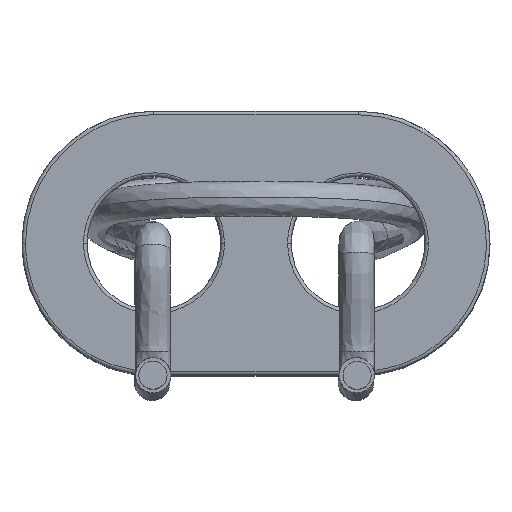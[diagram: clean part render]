
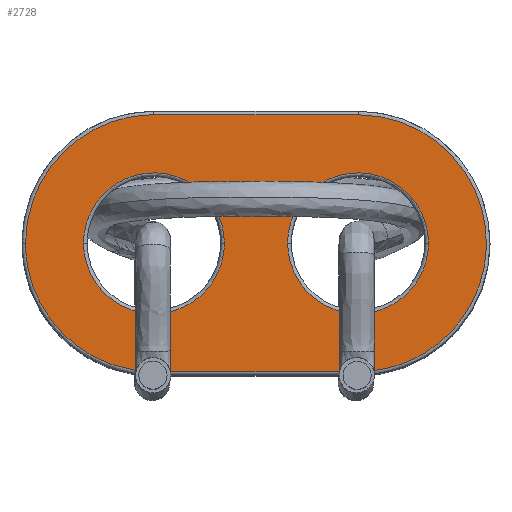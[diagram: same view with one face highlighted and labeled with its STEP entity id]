
A CAD part, top view. The second image highlights one B-rep face of the part: STEP entity #2728.
In plain terms, the highlighted planar face has unit normal (0, 0, 1).
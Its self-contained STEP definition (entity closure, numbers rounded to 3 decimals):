
#8 = CARTESIAN_POINT ( 'NONE',  ( -0.9, 0., 14. ) ) ;
#126 = EDGE_CURVE ( 'NONE', #3085, #4212, #3316, .T. ) ;
#212 = CARTESIAN_POINT ( 'NONE',  ( 0.9, -4., 14. ) ) ;
#295 = CARTESIAN_POINT ( 'NONE',  ( -6.55, 0., 14. ) ) ;
#321 =( BOUNDED_CURVE ( )  B_SPLINE_CURVE ( 3, ( #450, #3627, #2011, #1759 ),
 .UNSPECIFIED., .F., .T. ) 
 B_SPLINE_CURVE_WITH_KNOTS ( ( 4, 4 ),
 ( 0., 1. ),
 .UNSPECIFIED. ) 
 CURVE ( )  GEOMETRIC_REPRESENTATION_ITEM ( )  RATIONAL_B_SPLINE_CURVE ( ( 1., 0.333, 0.333, 1. ) ) 
 REPRESENTATION_ITEM ( '' )  );
#352 = CARTESIAN_POINT ( 'NONE',  ( -0.9, -4., 14. ) ) ;
#420 = VECTOR ( 'NONE', #468, 1000. ) ;
#450 = CARTESIAN_POINT ( 'NONE',  ( 4.9, 0., 14. ) ) ;
#468 = DIRECTION ( 'NONE',  ( -1., 0., 0. ) ) ;
#512 = LINE ( 'NONE', #3800, #420 ) ;
#553 = CARTESIAN_POINT ( 'NONE',  ( 2.9, -3.65, 14. ) ) ;
#635 = CARTESIAN_POINT ( 'NONE',  ( -5.038, 3.65, 14. ) ) ;
#726 = EDGE_CURVE ( 'NONE', #3950, #2643, #3030, .T. ) ;
#806 = CARTESIAN_POINT ( 'NONE',  ( -2.9, -3.65, 14. ) ) ;
#828 = CARTESIAN_POINT ( 'NONE',  ( -6.55, -2.138, 14. ) ) ;
#882 =( BOUNDED_CURVE ( )  B_SPLINE_CURVE ( 3, ( #1090, #2636, #352, #8 ),
 .UNSPECIFIED., .F., .T. ) 
 B_SPLINE_CURVE_WITH_KNOTS ( ( 4, 4 ),
 ( 0., 1. ),
 .UNSPECIFIED. ) 
 CURVE ( )  GEOMETRIC_REPRESENTATION_ITEM ( )  RATIONAL_B_SPLINE_CURVE ( ( 1., 0.333, 0.333, 1. ) ) 
 REPRESENTATION_ITEM ( '' )  );
#1007 = EDGE_LOOP ( 'NONE', ( #2575, #1711, #1810, #3028, #3803 ) ) ;
#1090 = CARTESIAN_POINT ( 'NONE',  ( -4.9, 0., 14. ) ) ;
#1092 = CARTESIAN_POINT ( 'NONE',  ( -6.55, 0., 14. ) ) ;
#1143 = CARTESIAN_POINT ( 'NONE',  ( 2.9, -3.65, 14. ) ) ;
#1169 = CARTESIAN_POINT ( 'NONE',  ( -2.9, -3.65, 14. ) ) ;
#1189 = CARTESIAN_POINT ( 'NONE',  ( -4.9, 4., 14. ) ) ;
#1461 = CARTESIAN_POINT ( 'NONE',  ( 2.9, 3.65, 14. ) ) ;
#1487 = CARTESIAN_POINT ( 'NONE',  ( 10.2, 3.65, 14. ) ) ;
#1501 = VERTEX_POINT ( 'NONE', #3923 ) ;
#1505 = EDGE_LOOP ( 'NONE', ( #4232, #2082 ) ) ;
#1509 =( BOUNDED_CURVE ( )  B_SPLINE_CURVE ( 3, ( #295, #3981, #635, #2645 ),
 .UNSPECIFIED., .F., .T. ) 
 B_SPLINE_CURVE_WITH_KNOTS ( ( 4, 4 ),
 ( 0., 1. ),
 .UNSPECIFIED. ) 
 CURVE ( )  GEOMETRIC_REPRESENTATION_ITEM ( )  RATIONAL_B_SPLINE_CURVE ( ( 1., 0.805, 0.805, 1. ) ) 
 REPRESENTATION_ITEM ( '' )  );
#1530 = CARTESIAN_POINT ( 'NONE',  ( -0.9, 0., 14. ) ) ;
#1585 = CARTESIAN_POINT ( 'NONE',  ( -5.038, -3.65, 14. ) ) ;
#1711 = ORIENTED_EDGE ( 'NONE', *, *, #3755, .F. ) ;
#1759 = CARTESIAN_POINT ( 'NONE',  ( 0.9, 0., 14. ) ) ;
#1796 = CARTESIAN_POINT ( 'NONE',  ( 4.9, 0., 14. ) ) ;
#1810 = ORIENTED_EDGE ( 'NONE', *, *, #3464, .F. ) ;
#1830 = CARTESIAN_POINT ( 'NONE',  ( 0.9, 0., 14. ) ) ;
#1856 = CARTESIAN_POINT ( 'NONE',  ( -0.9, 0., 14. ) ) ;
#1886 = VERTEX_POINT ( 'NONE', #1530 ) ;
#2011 = CARTESIAN_POINT ( 'NONE',  ( 0.9, 4., 14. ) ) ;
#2082 = ORIENTED_EDGE ( 'NONE', *, *, #3622, .F. ) ;
#2182 = DIRECTION ( 'NONE',  ( 0., 0., -1. ) ) ;
#2192 = CARTESIAN_POINT ( 'NONE',  ( -0.9, 4., 14. ) ) ;
#2220 = EDGE_CURVE ( 'NONE', #1886, #1501, #3586, .T. ) ;
#2236 = ORIENTED_EDGE ( 'NONE', *, *, #2220, .F. ) ;
#2242 = EDGE_LOOP ( 'NONE', ( #2493, #2236 ) ) ;
#2412 = CARTESIAN_POINT ( 'NONE',  ( 2.9, 3.65, 14. ) ) ;
#2459 = DIRECTION ( 'NONE',  ( 1., 0., 0. ) ) ;
#2493 = ORIENTED_EDGE ( 'NONE', *, *, #3933, .F. ) ;
#2496 = EDGE_CURVE ( 'NONE', #4212, #3950, #1509, .T. ) ;
#2504 =( BOUNDED_CURVE ( )  B_SPLINE_CURVE ( 3, ( #3501, #1487, #3849, #1143 ),
 .UNSPECIFIED., .F., .T. ) 
 B_SPLINE_CURVE_WITH_KNOTS ( ( 4, 4 ),
 ( 0., 1. ),
 .UNSPECIFIED. ) 
 CURVE ( )  GEOMETRIC_REPRESENTATION_ITEM ( )  RATIONAL_B_SPLINE_CURVE ( ( 1., 0.333, 0.333, 1. ) ) 
 REPRESENTATION_ITEM ( '' )  );
#2515 = CARTESIAN_POINT ( 'NONE',  ( 2.9, 0., 14. ) ) ;
#2552 = FACE_OUTER_BOUND ( 'NONE', #1007, .T. ) ;
#2575 = ORIENTED_EDGE ( 'NONE', *, *, #126, .F. ) ;
#2636 = CARTESIAN_POINT ( 'NONE',  ( -4.9, -4., 14. ) ) ;
#2643 = VERTEX_POINT ( 'NONE', #2412 ) ;
#2645 = CARTESIAN_POINT ( 'NONE',  ( -2.9, 3.65, 14. ) ) ;
#2699 = EDGE_CURVE ( 'NONE', #3713, #3234, #2802, .T. ) ;
#2704 = VECTOR ( 'NONE', #2459, 1000. ) ;
#2728 = ADVANCED_FACE ( 'NONE', ( #4193, #2552, #3825 ), #3131, .F. ) ;
#2738 = VERTEX_POINT ( 'NONE', #553 ) ;
#2802 =( BOUNDED_CURVE ( )  B_SPLINE_CURVE ( 3, ( #1830, #212, #2839, #3865 ),
 .UNSPECIFIED., .F., .T. ) 
 B_SPLINE_CURVE_WITH_KNOTS ( ( 4, 4 ),
 ( 0., 1. ),
 .UNSPECIFIED. ) 
 CURVE ( )  GEOMETRIC_REPRESENTATION_ITEM ( )  RATIONAL_B_SPLINE_CURVE ( ( 1., 0.333, 0.333, 1. ) ) 
 REPRESENTATION_ITEM ( '' )  );
#2839 = CARTESIAN_POINT ( 'NONE',  ( 4.9, -4., 14. ) ) ;
#3028 = ORIENTED_EDGE ( 'NONE', *, *, #726, .F. ) ;
#3030 = LINE ( 'NONE', #1461, #2704 ) ;
#3085 = VERTEX_POINT ( 'NONE', #1169 ) ;
#3131 = PLANE ( 'NONE',  #3645 ) ;
#3234 = VERTEX_POINT ( 'NONE', #1796 ) ;
#3239 = CARTESIAN_POINT ( 'NONE',  ( -6.55, 0., 14. ) ) ;
#3316 =( BOUNDED_CURVE ( )  B_SPLINE_CURVE ( 3, ( #806, #1585, #828, #3239 ),
 .UNSPECIFIED., .F., .T. ) 
 B_SPLINE_CURVE_WITH_KNOTS ( ( 4, 4 ),
 ( 0., 1. ),
 .UNSPECIFIED. ) 
 CURVE ( )  GEOMETRIC_REPRESENTATION_ITEM ( )  RATIONAL_B_SPLINE_CURVE ( ( 1., 0.805, 0.805, 1. ) ) 
 REPRESENTATION_ITEM ( '' )  );
#3359 = CARTESIAN_POINT ( 'NONE',  ( -2.9, 3.65, 14. ) ) ;
#3410 = CARTESIAN_POINT ( 'NONE',  ( 0.9, 0., 14. ) ) ;
#3464 = EDGE_CURVE ( 'NONE', #2643, #2738, #2504, .T. ) ;
#3497 = DIRECTION ( 'NONE',  ( -1., 0., 0. ) ) ;
#3501 = CARTESIAN_POINT ( 'NONE',  ( 2.9, 3.65, 14. ) ) ;
#3586 =( BOUNDED_CURVE ( )  B_SPLINE_CURVE ( 3, ( #1856, #2192, #1189, #4183 ),
 .UNSPECIFIED., .F., .T. ) 
 B_SPLINE_CURVE_WITH_KNOTS ( ( 4, 4 ),
 ( 0., 1. ),
 .UNSPECIFIED. ) 
 CURVE ( )  GEOMETRIC_REPRESENTATION_ITEM ( )  RATIONAL_B_SPLINE_CURVE ( ( 1., 0.333, 0.333, 1. ) ) 
 REPRESENTATION_ITEM ( '' )  );
#3622 = EDGE_CURVE ( 'NONE', #3234, #3713, #321, .T. ) ;
#3627 = CARTESIAN_POINT ( 'NONE',  ( 4.9, 4., 14. ) ) ;
#3645 = AXIS2_PLACEMENT_3D ( 'NONE', #2515, #2182, #3497 ) ;
#3713 = VERTEX_POINT ( 'NONE', #3410 ) ;
#3755 = EDGE_CURVE ( 'NONE', #2738, #3085, #512, .T. ) ;
#3800 = CARTESIAN_POINT ( 'NONE',  ( 2.9, -3.65, 14. ) ) ;
#3803 = ORIENTED_EDGE ( 'NONE', *, *, #2496, .F. ) ;
#3825 = FACE_BOUND ( 'NONE', #2242, .T. ) ;
#3849 = CARTESIAN_POINT ( 'NONE',  ( 10.2, -3.65, 14. ) ) ;
#3865 = CARTESIAN_POINT ( 'NONE',  ( 4.9, 0., 14. ) ) ;
#3923 = CARTESIAN_POINT ( 'NONE',  ( -4.9, 0., 14. ) ) ;
#3933 = EDGE_CURVE ( 'NONE', #1501, #1886, #882, .T. ) ;
#3950 = VERTEX_POINT ( 'NONE', #3359 ) ;
#3981 = CARTESIAN_POINT ( 'NONE',  ( -6.55, 2.138, 14. ) ) ;
#4183 = CARTESIAN_POINT ( 'NONE',  ( -4.9, 0., 14. ) ) ;
#4193 = FACE_BOUND ( 'NONE', #1505, .T. ) ;
#4212 = VERTEX_POINT ( 'NONE', #1092 ) ;
#4232 = ORIENTED_EDGE ( 'NONE', *, *, #2699, .F. ) ;
